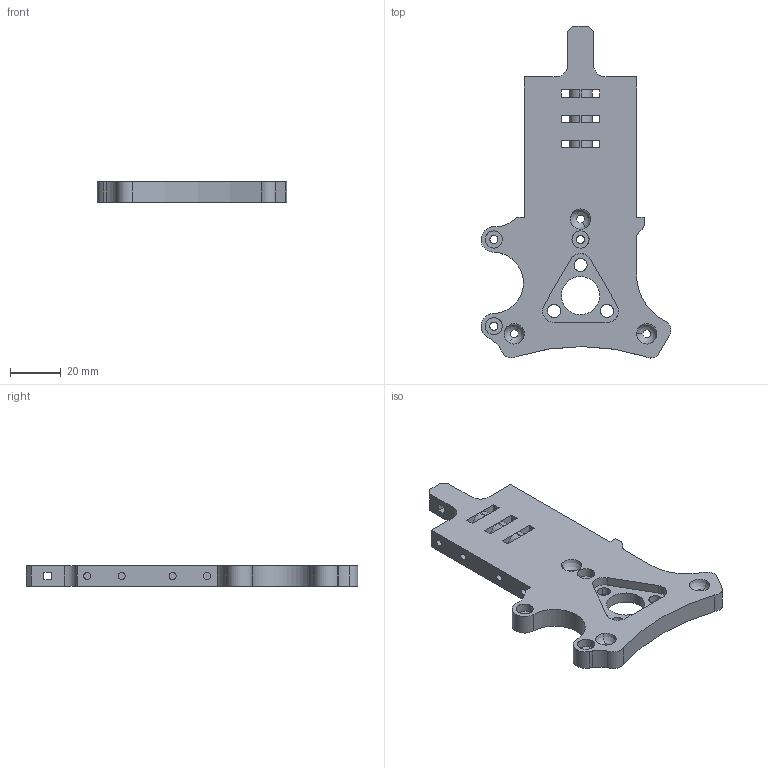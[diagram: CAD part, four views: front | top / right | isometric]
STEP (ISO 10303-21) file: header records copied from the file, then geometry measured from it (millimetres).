
FILE_DESCRIPTION(/* description */ (''),/* implementation_level */ '2;1');
FILE_NAME(/* name */ 'ModifiedHemeraPlate',/* time_stamp */ '2021-01-24T09:20:22-08:00',/* author */ (''),/* organization */ (''),/* preprocessor_version */ 'ST-DEVELOPER v15',/* originating_system */ '',/* authorisation */ '');
FILE_SCHEMA (('AUTOMOTIVE_DESIGN'));
Length unit declared in the file: millimetre
Products named in the file (1): Document
Bounding box: 74.44 x 130.22 x 8 mm (x, y, z)
Volume: 40038.3 mm3; surface area: 16210.3 mm2
Topology: 1 solids, 1 shells, 148 faces, 390 edges, 256 vertices
Faces by surface type: bspline 118, plane 30
Entity records: 4900 total; most frequent: CARTESIAN_POINT 2778, ORIENTED_EDGE 780, EDGE_CURVE 390, VERTEX_POINT 256, EDGE_LOOP 194, ADVANCED_FACE 148, FACE_OUTER_BOUND 148, FACE_BOUND 46
